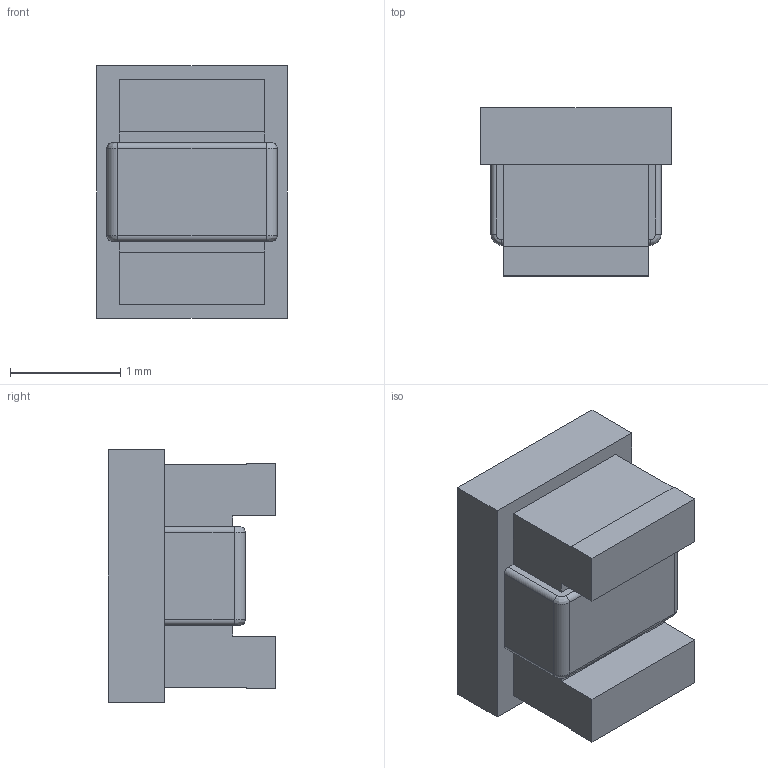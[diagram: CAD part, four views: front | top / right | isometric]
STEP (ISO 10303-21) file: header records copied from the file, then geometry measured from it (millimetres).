
FILE_DESCRIPTION (( 'STEP AP214' ), '1' );
FILE_NAME ('Coilcraft-0805CS-DEFAULT.STEP', '2011-03-10T14:08:55', ( 'Solidworks' ), ( 'Solidworks' ), 'SwSTEP 2.0', 'SolidWorks 2011', '' );
FILE_SCHEMA (( 'AUTOMOTIVE_DESIGN' ));
Length unit declared in the file: millimetre
Products named in the file (1): Coilcraft-0805CS-DEFAULT
Bounding box: 1.73 x 1.52 x 2.29 mm (x, y, z)
Volume: 4.4 mm3; surface area: 19.6 mm2
Topology: 1 solids, 1 shells, 42 faces, 106 edges, 68 vertices
Faces by surface type: plane 28, cylinder 10, bspline 4
Entity records: 1786 total; most frequent: CARTESIAN_POINT 289, ORIENTED_EDGE 212, DIRECTION 200, EDGE_CURVE 106, VECTOR 82, LINE 82, VERTEX_POINT 68, AXIS2_PLACEMENT_3D 59
